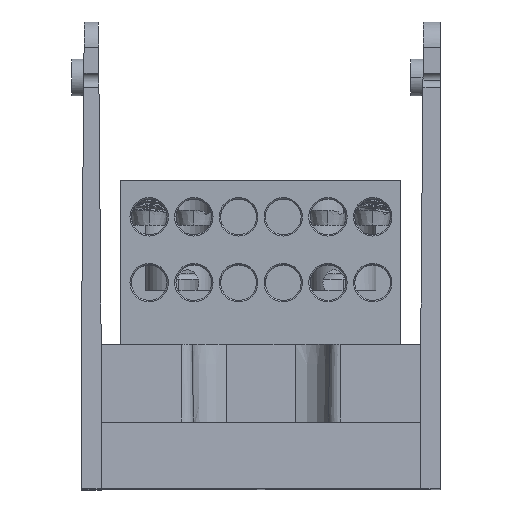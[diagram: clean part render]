
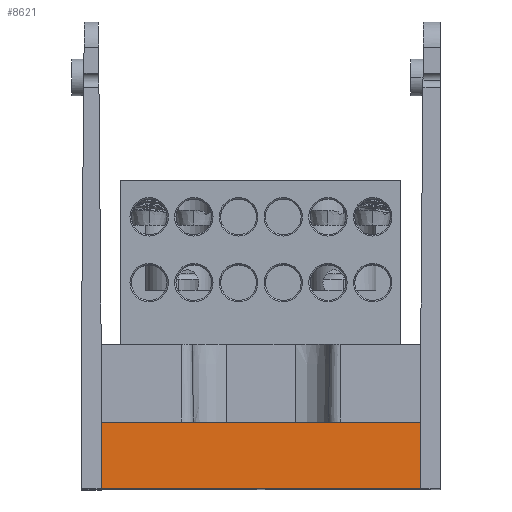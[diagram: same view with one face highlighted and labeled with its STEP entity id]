
A CAD part, top view. The second image highlights one B-rep face of the part: STEP entity #8621.
In plain terms, the highlighted planar face has unit normal (0, -0.035, -0.999).
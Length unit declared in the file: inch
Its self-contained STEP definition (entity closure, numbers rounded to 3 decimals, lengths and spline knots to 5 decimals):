
#213 = LINE ( 'NONE', #20330, #12423 ) ;
#611 = CARTESIAN_POINT ( 'NONE',  ( 1.215, 0.5, 2.73254 ) ) ;
#2589 = LINE ( 'NONE', #5942, #8710 ) ;
#2897 = ORIENTED_EDGE ( 'NONE', *, *, #10106, .T. ) ;
#2906 = EDGE_LOOP ( 'NONE', ( #13626, #16902, #11016, #2897 ) ) ;
#5005 = FACE_OUTER_BOUND ( 'NONE', #2906, .T. ) ;
#5428 = DIRECTION ( 'NONE',  ( 0., 0.035, 0.999 ) ) ;
#5939 = VERTEX_POINT ( 'NONE', #24637 ) ;
#5942 = CARTESIAN_POINT ( 'NONE',  ( 1.215, 0., 2.75 ) ) ;
#6301 = EDGE_CURVE ( 'NONE', #10943, #5939, #22934, .T. ) ;
#6398 = DIRECTION ( 'NONE',  ( -1., 0., 0. ) ) ;
#6960 = DIRECTION ( 'NONE',  ( 0., -0.999, 0.035 ) ) ;
#7517 = PLANE ( 'NONE',  #13614 ) ;
#8621 = ADVANCED_FACE ( 'NONE', ( #5005 ), #7517, .F. ) ;
#8710 = VECTOR ( 'NONE', #19863, 39.37008 ) ;
#10106 = EDGE_CURVE ( 'NONE', #12401, #5939, #213, .T. ) ;
#10584 = VECTOR ( 'NONE', #29849, 39.37008 ) ;
#10943 = VERTEX_POINT ( 'NONE', #27250 ) ;
#11016 = ORIENTED_EDGE ( 'NONE', *, *, #27242, .F. ) ;
#11055 = CARTESIAN_POINT ( 'NONE',  ( -1.215, 0.5, 2.73254 ) ) ;
#12401 = VERTEX_POINT ( 'NONE', #20420 ) ;
#12423 = VECTOR ( 'NONE', #6398, 39.37008 ) ;
#13614 = AXIS2_PLACEMENT_3D ( 'NONE', #29258, #5428, #6960 ) ;
#13626 = ORIENTED_EDGE ( 'NONE', *, *, #6301, .F. ) ;
#16805 = LINE ( 'NONE', #11055, #10584 ) ;
#16902 = ORIENTED_EDGE ( 'NONE', *, *, #23023, .F. ) ;
#18307 = CARTESIAN_POINT ( 'NONE',  ( -1.215, 0.5, 2.73254 ) ) ;
#18394 = DIRECTION ( 'NONE',  ( 0., -0.999, 0.035 ) ) ;
#19863 = DIRECTION ( 'NONE',  ( 0., 0.999, -0.035 ) ) ;
#20330 = CARTESIAN_POINT ( 'NONE',  ( -1.215, 0., 2.75 ) ) ;
#20420 = CARTESIAN_POINT ( 'NONE',  ( 1.215, 0., 2.75 ) ) ;
#22186 = VECTOR ( 'NONE', #18394, 39.37008 ) ;
#22934 = LINE ( 'NONE', #18307, #22186 ) ;
#23023 = EDGE_CURVE ( 'NONE', #29043, #10943, #16805, .T. ) ;
#24637 = CARTESIAN_POINT ( 'NONE',  ( -1.215, 0., 2.75 ) ) ;
#27242 = EDGE_CURVE ( 'NONE', #12401, #29043, #2589, .T. ) ;
#27250 = CARTESIAN_POINT ( 'NONE',  ( -1.215, 0.5, 2.73254 ) ) ;
#29043 = VERTEX_POINT ( 'NONE', #611 ) ;
#29258 = CARTESIAN_POINT ( 'NONE',  ( -1.215, 0., 2.75 ) ) ;
#29849 = DIRECTION ( 'NONE',  ( -1., 0., 0. ) ) ;
